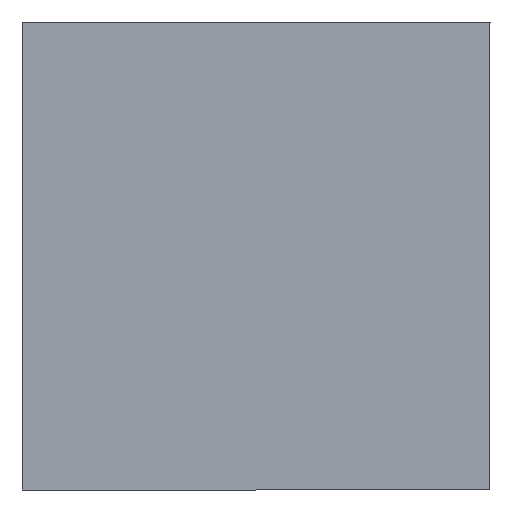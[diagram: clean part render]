
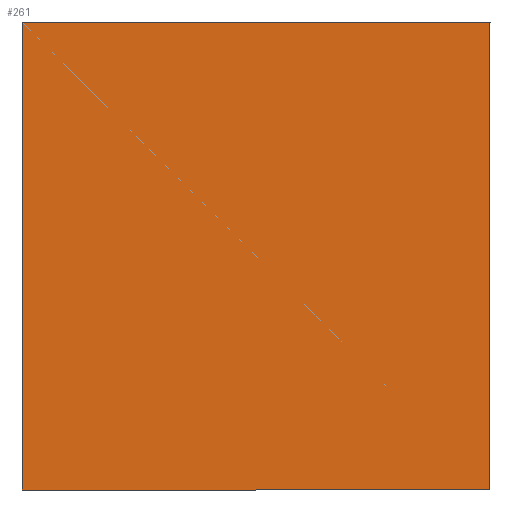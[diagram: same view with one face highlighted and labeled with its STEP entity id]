
A CAD part, left-side view. The second image highlights one B-rep face of the part: STEP entity #261.
In plain terms, the highlighted planar face has unit normal (-1, 0, 0).
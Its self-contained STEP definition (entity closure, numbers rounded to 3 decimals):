
#8 = EDGE_CURVE ( 'NONE', #93, #316, #547, .T. ) ;
#34 = EDGE_CURVE ( 'NONE', #108, #93, #507, .T. ) ;
#35 = CARTESIAN_POINT ( 'NONE',  ( -0.8, 0.801, 0.401 ) ) ;
#37 = CARTESIAN_POINT ( 'NONE',  ( -0.8, -0.001, 0.401 ) ) ;
#58 = AXIS2_PLACEMENT_3D ( 'NONE', #101, #131, #67 ) ;
#61 = DIRECTION ( 'NONE',  ( 0., 0., 1. ) ) ;
#64 = DIRECTION ( 'NONE',  ( 0., 1., 0. ) ) ;
#67 = DIRECTION ( 'NONE',  ( 0., 0., 1. ) ) ;
#77 = CARTESIAN_POINT ( 'NONE',  ( -0.8, 0.801, -0.401 ) ) ;
#86 = VERTEX_POINT ( 'NONE', #35 ) ;
#93 = VERTEX_POINT ( 'NONE', #455 ) ;
#95 = ORIENTED_EDGE ( 'NONE', *, *, #8, .T. ) ;
#99 = ORIENTED_EDGE ( 'NONE', *, *, #34, .T. ) ;
#101 = CARTESIAN_POINT ( 'NONE',  ( -0.8, 0.801, 0.401 ) ) ;
#108 = VERTEX_POINT ( 'NONE', #338 ) ;
#122 = VECTOR ( 'NONE', #64, 1000. ) ;
#127 = EDGE_CURVE ( 'NONE', #86, #108, #294, .T. ) ;
#131 = DIRECTION ( 'NONE',  ( -1., 0., 0. ) ) ;
#140 = VECTOR ( 'NONE', #361, 1000. ) ;
#165 = DIRECTION ( 'NONE',  ( 0., 0., -1. ) ) ;
#172 = ORIENTED_EDGE ( 'NONE', *, *, #215, .T. ) ;
#215 = EDGE_CURVE ( 'NONE', #316, #86, #315, .T. ) ;
#246 = VECTOR ( 'NONE', #165, 1000. ) ;
#261 = ADVANCED_FACE ( 'NONE', ( #393 ), #305, .T. ) ;
#294 = LINE ( 'NONE', #524, #246 ) ;
#305 = PLANE ( 'NONE',  #58 ) ;
#315 = LINE ( 'NONE', #534, #122 ) ;
#316 = VERTEX_POINT ( 'NONE', #37 ) ;
#338 = CARTESIAN_POINT ( 'NONE',  ( -0.8, 0.801, -0.401 ) ) ;
#352 = EDGE_LOOP ( 'NONE', ( #172, #470, #99, #95 ) ) ;
#361 = DIRECTION ( 'NONE',  ( 0., -1., 0. ) ) ;
#393 = FACE_OUTER_BOUND ( 'NONE', #352, .T. ) ;
#455 = CARTESIAN_POINT ( 'NONE',  ( -0.8, -0.001, -0.401 ) ) ;
#470 = ORIENTED_EDGE ( 'NONE', *, *, #127, .T. ) ;
#484 = CARTESIAN_POINT ( 'NONE',  ( -0.8, -0.001, -0.401 ) ) ;
#507 = LINE ( 'NONE', #77, #140 ) ;
#524 = CARTESIAN_POINT ( 'NONE',  ( -0.8, 0.801, 0.401 ) ) ;
#534 = CARTESIAN_POINT ( 'NONE',  ( -0.8, -0.001, 0.401 ) ) ;
#547 = LINE ( 'NONE', #484, #549 ) ;
#549 = VECTOR ( 'NONE', #61, 1000. ) ;
